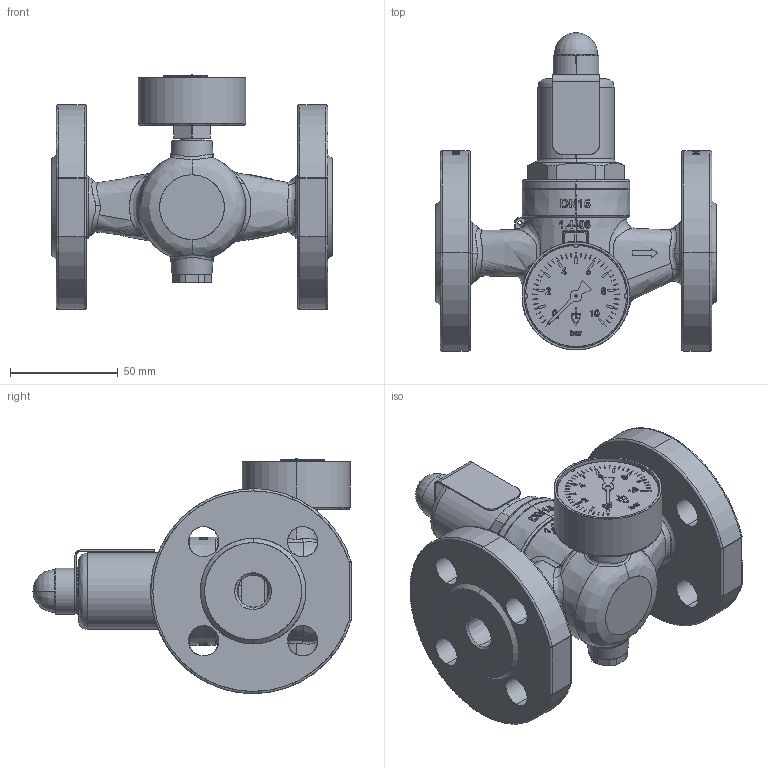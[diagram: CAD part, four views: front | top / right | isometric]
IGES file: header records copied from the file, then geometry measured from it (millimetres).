
Start section: SolidWorks IGES file using analytic representation for surfaces
Global section: file name: 482mGFO-SP_15_FLFL_1515.IGS; native system: SolidWorks 2018; preprocessor: SolidWorks 2018; author: Hehr; date: 181115.102851; units: millimetre
Bounding box: 130 x 147.7 x 109.09 mm (x, y, z)
Surface area: 104910.2 mm2 (no closed solid volume)
Topology: 0 solids, 0 shells, 1561 faces, 20077 edges, 20067 vertices
Faces by surface type: bspline 1203, revolution 358
